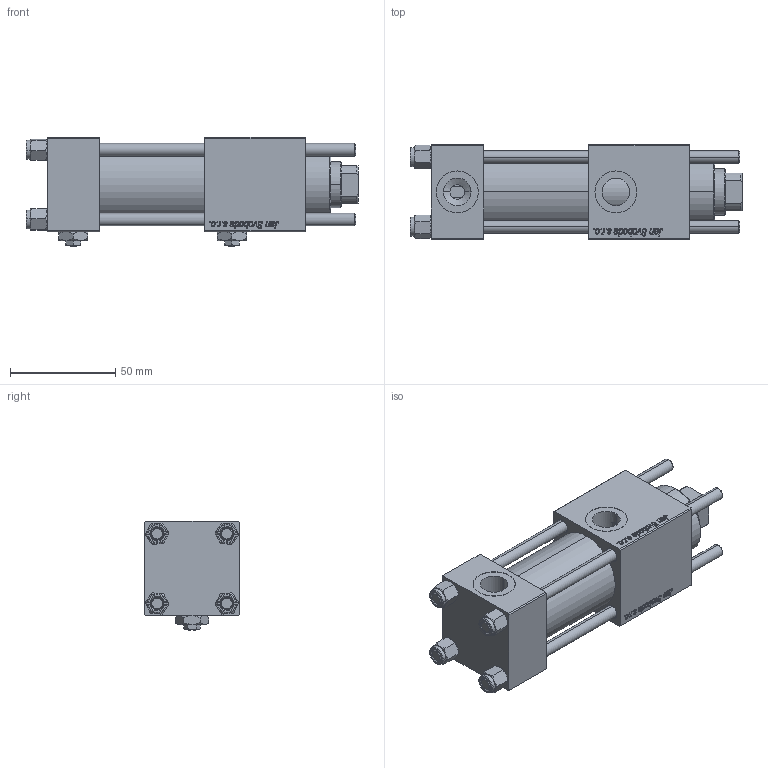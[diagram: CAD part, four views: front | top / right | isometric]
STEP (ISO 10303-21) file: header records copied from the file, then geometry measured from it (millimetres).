
FILE_DESCRIPTION (( 'STEP AP203' ), '1' );
FILE_NAME ('4a57.STEP', '2024-02-19T08:58:50', ( '' ), ( '' ), 'SwSTEP 2.0', 'SolidWorks 2019', '' );
FILE_SCHEMA (( 'CONFIG_CONTROL_DESIGN' ));
Length unit declared in the file: millimetre
Products named in the file (7): NUT_M5_B a62ae21ee402fa984795042bdc2d363d; V215CR_B_TYCINKA a62ae21ee402fa984795042bdc2d363d; V215_VC_A a62ae21ee402fa984795042bdc2d363d; V215CR_VCP_B a62ae21ee402fa984795042bdc2d363d; 4a57; V215CR_B-1 a62ae21ee402fa984795042bdc2d363d; Zatka_pro_OIL_PORT a62ae21ee402fa984795042bdc2d363d
Assembly tree (13 placements, depth 2):
  4a57
    V215CR_B-1 a62ae21ee402fa984795042bdc2d363d
    V215CR_VCP_B a62ae21ee402fa984795042bdc2d363d
    NUT_M5_B a62ae21ee402fa984795042bdc2d363d  x4
    V215CR_B_TYCINKA a62ae21ee402fa984795042bdc2d363d  x4
    V215_VC_A a62ae21ee402fa984795042bdc2d363d
    Zatka_pro_OIL_PORT a62ae21ee402fa984795042bdc2d363d  x2
Bounding box: 158 x 45 x 52 mm (x, y, z)
Volume: 212780.6 mm3; surface area: 78629.6 mm2
Topology: 13 solids, 13 shells, 1256 faces, 3170 edges, 2047 vertices
Faces by surface type: bspline 504, plane 478, cone 178, cylinder 88, torus 8
Entity records: 58860 total; most frequent: CARTESIAN_POINT 34699, ORIENTED_EDGE 5640, DIRECTION 3160, EDGE_CURVE 2820, VERTEX_POINT 1845, LINE 1494, VECTOR 1494, EDGE_LOOP 1223
